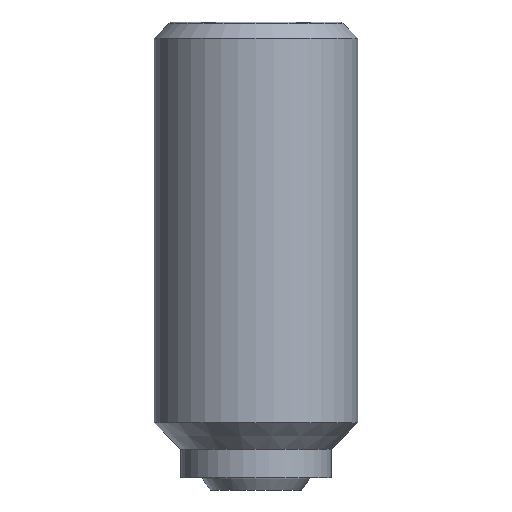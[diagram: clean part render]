
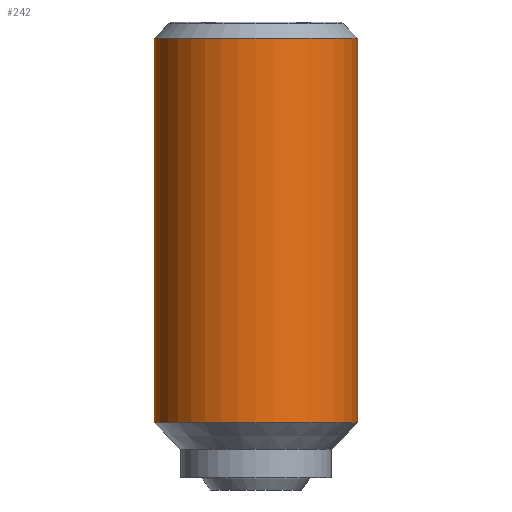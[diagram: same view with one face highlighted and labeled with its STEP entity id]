
A CAD part, front view. The second image highlights one B-rep face of the part: STEP entity #242.
In plain terms, the highlighted cylindrical face has radius 2.5 mm (diameter 5 mm), a partial arc.
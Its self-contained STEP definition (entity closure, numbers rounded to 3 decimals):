
#150=EDGE_CURVE('',#308,#220,#379,.T.);
#174=EDGE_CURVE('',#194,#206,#410,.T.);
#190=EDGE_CURVE('',#194,#220,#426,.T.);
#194=VERTEX_POINT('',#430);
#206=VERTEX_POINT('',#444);
#210=EDGE_CURVE('',#206,#308,#448,.T.);
#220=VERTEX_POINT('',#459);
#242=ADVANCED_FACE('',(#485),#486,.T.);
#308=VERTEX_POINT('',#557);
#379=LINE('',#622,#623);
#410=LINE('',#658,#659);
#426=CIRCLE('',#686,2.5);
#430=CARTESIAN_POINT('',(-2.5,0.,-9.85));
#444=CARTESIAN_POINT('',(-2.5,0.,-0.4));
#448=CIRCLE('',#731,2.5);
#459=CARTESIAN_POINT('',(2.5,0.,-9.85));
#485=FACE_OUTER_BOUND('',#785,.T.);
#486=CYLINDRICAL_SURFACE('',#786,2.5);
#557=CARTESIAN_POINT('',(2.5,0.,-0.4));
#622=CARTESIAN_POINT('',(2.5,0.,-5.125));
#623=VECTOR('',#990,1.0);
#658=CARTESIAN_POINT('',(-2.5,0.,-5.125));
#659=VECTOR('',#1057,1.0);
#686=AXIS2_PLACEMENT_3D('',#1068,#1069,#1070);
#731=AXIS2_PLACEMENT_3D('',#1085,#1086,#1087);
#785=EDGE_LOOP('',(#1141,#1142,#1143,#1144));
#786=AXIS2_PLACEMENT_3D('',#1145,#1146,#1147);
#990=DIRECTION('',(-0.0,-0.0,-1.0));
#1057=DIRECTION('',(0.0,0.0,1.0));
#1068=CARTESIAN_POINT('',(0.0,0.,-9.85));
#1069=DIRECTION('',(0.0,0.0,1.0));
#1070=DIRECTION('',(-1.0,0.,0.0));
#1085=CARTESIAN_POINT('',(0.0,0.,-0.4));
#1086=DIRECTION('',(0.0,0.0,1.0));
#1087=DIRECTION('',(-1.0,0.,0.0));
#1141=ORIENTED_EDGE('',*,*,#174,.F.);
#1142=ORIENTED_EDGE('',*,*,#190,.T.);
#1143=ORIENTED_EDGE('',*,*,#150,.F.);
#1144=ORIENTED_EDGE('',*,*,#210,.F.);
#1145=CARTESIAN_POINT('',(0.0,0.,-5.125));
#1146=DIRECTION('',(-0.0,-0.0,-1.0));
#1147=DIRECTION('',(-1.0,0.,0.0));
